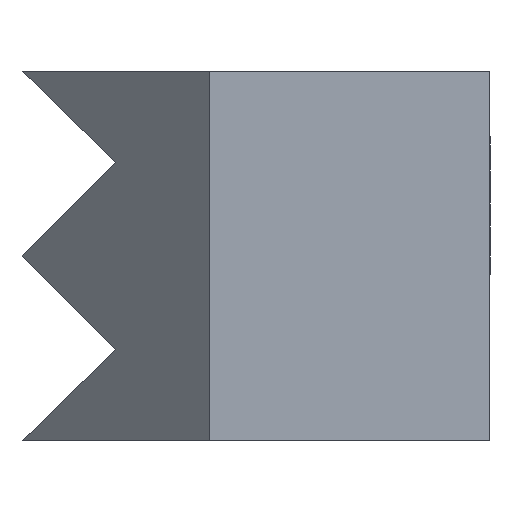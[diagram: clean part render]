
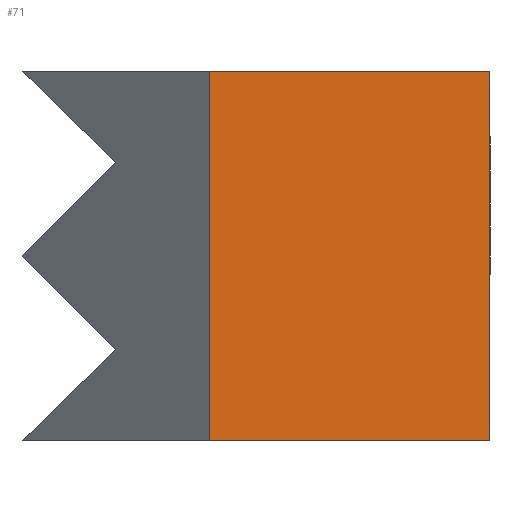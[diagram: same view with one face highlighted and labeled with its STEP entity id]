
A CAD part, left-side view. The second image highlights one B-rep face of the part: STEP entity #71.
In plain terms, the highlighted planar face has unit normal (-1, 0, 0).
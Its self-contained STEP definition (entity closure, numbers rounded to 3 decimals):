
#71=ADVANCED_FACE('',(#110),#92,.T.);
#92=PLANE('',#483);
#110=FACE_OUTER_BOUND('',#132,.T.);
#132=EDGE_LOOP('',(#196,#197,#198,#199));
#196=ORIENTED_EDGE('',*,*,#338,.T.);
#197=ORIENTED_EDGE('',*,*,#339,.T.);
#198=ORIENTED_EDGE('',*,*,#340,.T.);
#199=ORIENTED_EDGE('',*,*,#336,.F.);
#289=VERTEX_POINT('',#675);
#290=VERTEX_POINT('',#677);
#291=VERTEX_POINT('',#681);
#292=VERTEX_POINT('',#683);
#336=EDGE_CURVE('',#289,#290,#391,.T.);
#338=EDGE_CURVE('',#289,#291,#393,.T.);
#339=EDGE_CURVE('',#291,#292,#394,.T.);
#340=EDGE_CURVE('',#292,#290,#395,.T.);
#391=LINE('',#676,#445);
#393=LINE('',#680,#447);
#394=LINE('',#682,#448);
#395=LINE('',#684,#449);
#445=VECTOR('',#554,1.);
#447=VECTOR('',#558,1.);
#448=VECTOR('',#559,1.);
#449=VECTOR('',#560,1.);
#483=AXIS2_PLACEMENT_3D('',#685,#561,#562);
#554=DIRECTION('',(0.,0.,1.));
#558=DIRECTION('',(0.,-1.,0.));
#559=DIRECTION('',(0.,0.,1.));
#560=DIRECTION('',(0.,1.,0.));
#561=DIRECTION('',(-1.,0.,0.));
#562=DIRECTION('',(0.,-1.,0.));
#675=CARTESIAN_POINT('',(0.,3.,0.));
#676=CARTESIAN_POINT('',(0.,3.,0.));
#677=CARTESIAN_POINT('',(0.,3.,3.95));
#680=CARTESIAN_POINT('',(0.,3.,0.));
#681=CARTESIAN_POINT('',(0.,0.,0.));
#682=CARTESIAN_POINT('',(0.,0.,0.));
#683=CARTESIAN_POINT('',(0.,0.,3.95));
#684=CARTESIAN_POINT('',(0.,0.,3.95));
#685=CARTESIAN_POINT('',(0.,3.,0.));
